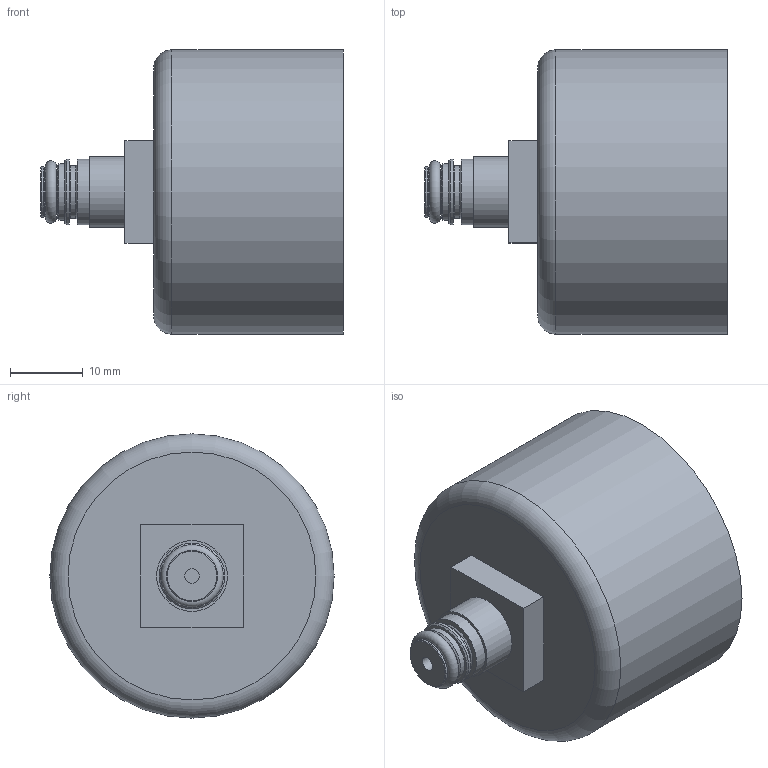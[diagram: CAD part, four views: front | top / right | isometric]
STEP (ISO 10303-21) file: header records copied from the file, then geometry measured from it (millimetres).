
FILE_DESCRIPTION(/* description */ ('STEP AP214'),/* implementation_level */ '2;1');
FILE_NAME(/* name */ '563737_PAGN-40-1_6M-P10-CPA',/* time_stamp */ '2024-09-13T13:33:01+02:00',/* author */ ('License CC BY-ND 4.0'),/* organization */ ('CADENAS'),/* preprocessor_version */ 'ST-DEVELOPER v19.3',/* originating_system */ 'PARTsolutions',/* authorisation */ ' ');
FILE_SCHEMA (('AUTOMOTIVE_DESIGN {1 0 10303 214 3 1 1}'));
Length unit declared in the file: millimetre
Products named in the file (1): 563737 PAGN-40-1.6M-P10-CPA
Bounding box: 41.5 x 39 x 39 mm (x, y, z)
Volume: 31829 mm3; surface area: 6236.6 mm2
Topology: 1 solids, 1 shells, 37 faces, 65 edges, 40 vertices
Faces by surface type: plane 16, cylinder 11, cone 8, torus 2
Full cylindrical faces by diameter (mm): 2 x1, 5.65 x2, 7 x1, 7.15 x1, 7.8 x1, 9 x2, 9.7 x1, 36 x1, 39 x1
Entity records: 1059 total; most frequent: DIRECTION 150, CARTESIAN_POINT 120, ORIENTED_EDGE 86, AXIS2_PLACEMENT_3D 69, EDGE_LOOP 68, FACE_BOUND 68, EDGE_CURVE 43, VERTEX_POINT 39
